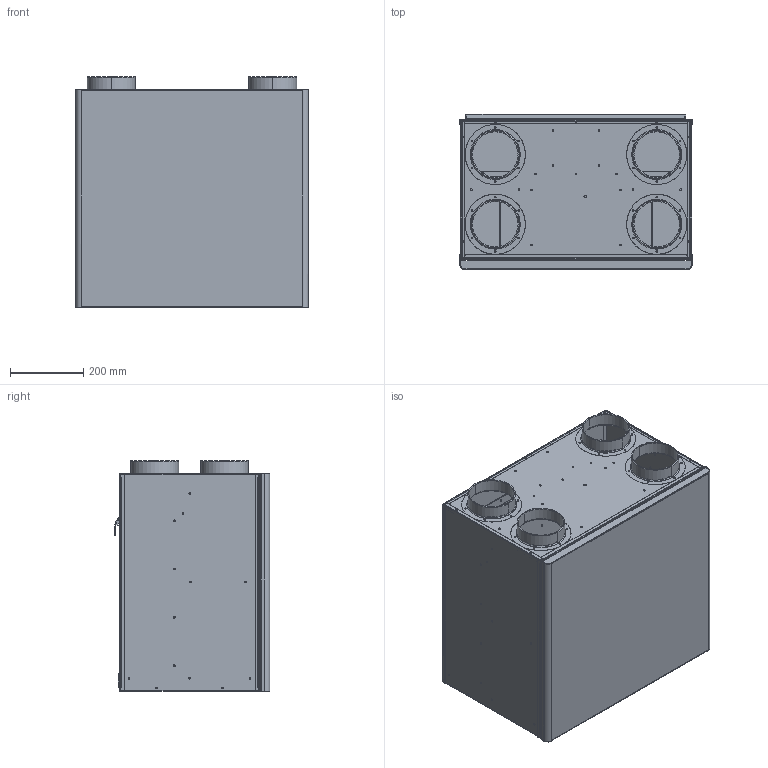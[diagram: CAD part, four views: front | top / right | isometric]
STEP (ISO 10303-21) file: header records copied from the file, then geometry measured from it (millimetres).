
FILE_DESCRIPTION(('CATIA V5 STEP Exchange','CAx-IF Rec.Pracs.--- Model Styling and Organization---1.4--- 2014-01-23','CAx-IF Rec.Pracs.---3D Tessellated Data Validation Properties---0.5---2014-09-14'),'2;1');
FILE_NAME('STEP_AIR112000_150_-_TST.stp','2021-05-07T14:02:00+00:00',('none'),('none'),'CATIA Version 5-6 Release 2019 SP3','CATIA V5 STEP AP242 v1','none');
FILE_SCHEMA(('AP242_MANAGED_MODEL_BASED_3D_ENGINEERING_MIM_LF {1 0 10303 442 1 1 4}'));
Products named in the file (1): AIR112000 150 - TST
Bounding box: 633.8 x 423.6 x 629.22 mm (x, y, z)
Volume: 2241835.3 mm3; surface area: 4931897.3 mm2
Topology: 9 solids, 9 shells, 1704 faces, 4857 edges, 3244 vertices
Faces by surface type: cylinder 834, plane 790, torus 44, bspline 20, cone 16
Entity records: 56100 total; most frequent: CARTESIAN_POINT 13898, ORIENTED_EDGE 9714, DIRECTION 6630, EDGE_CURVE 4857, VERTEX_POINT 3244, VECTOR 2757, LINE 2757, AXIS2_PLACEMENT_3D 2745
